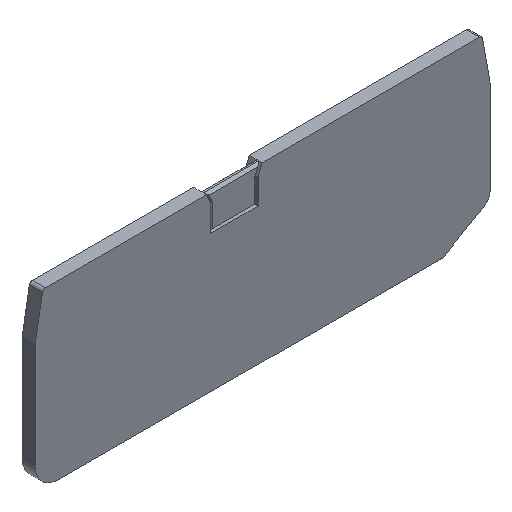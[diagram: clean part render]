
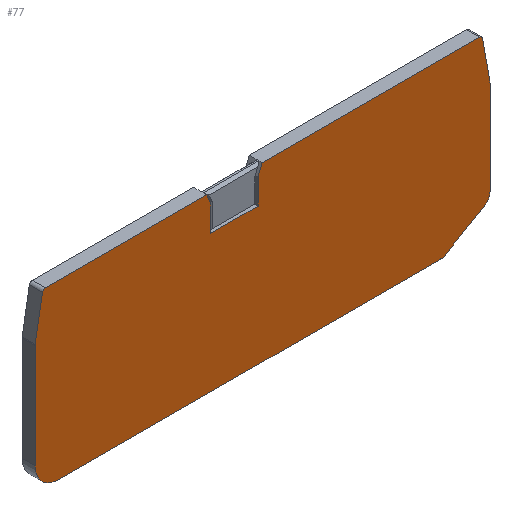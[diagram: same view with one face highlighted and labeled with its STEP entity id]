
A CAD part, isometric view. The second image highlights one B-rep face of the part: STEP entity #77.
In plain terms, the highlighted planar face has unit normal (0, -1, 0).
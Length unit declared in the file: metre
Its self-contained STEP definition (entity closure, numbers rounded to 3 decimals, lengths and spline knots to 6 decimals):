
#77 = ADVANCED_FACE( '', ( #126 ), #127, .F. );
#126 = FACE_OUTER_BOUND( '', #224, .T. );
#127 = PLANE( '', #225 );
#224 = EDGE_LOOP( '', ( #331, #332, #333, #334, #335, #336, #337, #338, #339, #340, #341, #342, #343, #344, #345, #346, #347, #348, #349, #350 ) );
#225 = AXIS2_PLACEMENT_3D( '', #351, #352, #353 );
#331 = ORIENTED_EDGE( '', *, *, #679, .F. );
#332 = ORIENTED_EDGE( '', *, *, #680, .F. );
#333 = ORIENTED_EDGE( '', *, *, #681, .F. );
#334 = ORIENTED_EDGE( '', *, *, #682, .F. );
#335 = ORIENTED_EDGE( '', *, *, #683, .F. );
#336 = ORIENTED_EDGE( '', *, *, #684, .F. );
#337 = ORIENTED_EDGE( '', *, *, #685, .F. );
#338 = ORIENTED_EDGE( '', *, *, #686, .F. );
#339 = ORIENTED_EDGE( '', *, *, #687, .F. );
#340 = ORIENTED_EDGE( '', *, *, #688, .F. );
#341 = ORIENTED_EDGE( '', *, *, #689, .F. );
#342 = ORIENTED_EDGE( '', *, *, #690, .F. );
#343 = ORIENTED_EDGE( '', *, *, #691, .F. );
#344 = ORIENTED_EDGE( '', *, *, #692, .F. );
#345 = ORIENTED_EDGE( '', *, *, #693, .F. );
#346 = ORIENTED_EDGE( '', *, *, #694, .F. );
#347 = ORIENTED_EDGE( '', *, *, #695, .F. );
#348 = ORIENTED_EDGE( '', *, *, #696, .F. );
#349 = ORIENTED_EDGE( '', *, *, #697, .F. );
#350 = ORIENTED_EDGE( '', *, *, #698, .F. );
#351 = CARTESIAN_POINT( '', ( -0.036704, -0.0022, 0.0187 ) );
#352 = DIRECTION( '', ( 0., 1., 0. ) );
#353 = DIRECTION( '', ( 1., 0., 0. ) );
#679 = EDGE_CURVE( '', #794, #795, #796, .T. );
#680 = EDGE_CURVE( '', #797, #794, #798, .T. );
#681 = EDGE_CURVE( '', #799, #797, #800, .T. );
#682 = EDGE_CURVE( '', #801, #799, #802, .T. );
#683 = EDGE_CURVE( '', #803, #801, #804, .T. );
#684 = EDGE_CURVE( '', #805, #803, #806, .T. );
#685 = EDGE_CURVE( '', #807, #805, #808, .T. );
#686 = EDGE_CURVE( '', #809, #807, #810, .T. );
#687 = EDGE_CURVE( '', #811, #809, #812, .T. );
#688 = EDGE_CURVE( '', #813, #811, #814, .T. );
#689 = EDGE_CURVE( '', #815, #813, #816, .T. );
#690 = EDGE_CURVE( '', #817, #815, #818, .T. );
#691 = EDGE_CURVE( '', #819, #817, #820, .T. );
#692 = EDGE_CURVE( '', #821, #819, #822, .T. );
#693 = EDGE_CURVE( '', #823, #821, #824, .T. );
#694 = EDGE_CURVE( '', #825, #823, #826, .T. );
#695 = EDGE_CURVE( '', #827, #825, #828, .T. );
#696 = EDGE_CURVE( '', #829, #827, #830, .T. );
#697 = EDGE_CURVE( '', #831, #829, #832, .T. );
#698 = EDGE_CURVE( '', #795, #831, #833, .T. );
#794 = VERTEX_POINT( '', #978 );
#795 = VERTEX_POINT( '', #979 );
#796 = LINE( '', #980, #981 );
#797 = VERTEX_POINT( '', #982 );
#798 = LINE( '', #983, #984 );
#799 = VERTEX_POINT( '', #985 );
#800 = LINE( '', #986, #987 );
#801 = VERTEX_POINT( '', #988 );
#802 = LINE( '', #989, #990 );
#803 = VERTEX_POINT( '', #991 );
#804 = LINE( '', #992, #993 );
#805 = VERTEX_POINT( '', #994 );
#806 = LINE( '', #995, #996 );
#807 = VERTEX_POINT( '', #997 );
#808 = CIRCLE( '', #998, 0.0005 );
#809 = VERTEX_POINT( '', #999 );
#810 = LINE( '', #1000, #1001 );
#811 = VERTEX_POINT( '', #1002 );
#812 = CIRCLE( '', #1003, 0.001 );
#813 = VERTEX_POINT( '', #1004 );
#814 = LINE( '', #1005, #1006 );
#815 = VERTEX_POINT( '', #1007 );
#816 = CIRCLE( '', #1008, 0.004 );
#817 = VERTEX_POINT( '', #1009 );
#818 = LINE( '', #1010, #1011 );
#819 = VERTEX_POINT( '', #1012 );
#820 = CIRCLE( '', #1013, 0.001 );
#821 = VERTEX_POINT( '', #1014 );
#822 = LINE( '', #1015, #1016 );
#823 = VERTEX_POINT( '', #1017 );
#824 = CIRCLE( '', #1018, 0.002 );
#825 = VERTEX_POINT( '', #1019 );
#826 = LINE( '', #1020, #1021 );
#827 = VERTEX_POINT( '', #1022 );
#828 = CIRCLE( '', #1023, 0.001 );
#829 = VERTEX_POINT( '', #1024 );
#830 = LINE( '', #1025, #1026 );
#831 = VERTEX_POINT( '', #1027 );
#832 = CIRCLE( '', #1028, 0.0005 );
#833 = LINE( '', #1029, #1030 );
#978 = CARTESIAN_POINT( '', ( -0.00075, -0.0022, 0.0175 ) );
#979 = CARTESIAN_POINT( '', ( -0.000046, -0.0022, 0.0192 ) );
#980 = CARTESIAN_POINT( '', ( -0.005591, -0.0022, 0.005813 ) );
#981 = VECTOR( '', #1233, 1. );
#982 = CARTESIAN_POINT( '', ( -0.00075, -0.0022, 0.0132 ) );
#983 = CARTESIAN_POINT( '', ( -0.00075, -0.0022, 0.0187 ) );
#984 = VECTOR( '', #1234, 1. );
#985 = CARTESIAN_POINT( '', ( -0.00875, -0.0022, 0.0132 ) );
#986 = CARTESIAN_POINT( '', ( -0.036704, -0.0022, 0.0132 ) );
#987 = VECTOR( '', #1235, 1. );
#988 = CARTESIAN_POINT( '', ( -0.00875, -0.0022, 0.0175 ) );
#989 = CARTESIAN_POINT( '', ( -0.00875, -0.0022, 0.0187 ) );
#990 = VECTOR( '', #1236, 1. );
#991 = CARTESIAN_POINT( '', ( -0.009454, -0.0022, 0.0192 ) );
#992 = CARTESIAN_POINT( '', ( -0.013268, -0.0022, 0.028407 ) );
#993 = VECTOR( '', #1237, 1. );
#994 = CARTESIAN_POINT( '', ( -0.036704, -0.0022, 0.0192 ) );
#995 = CARTESIAN_POINT( '', ( 0.036704, -0.0022, 0.0192 ) );
#996 = VECTOR( '', #1238, 1. );
#997 = CARTESIAN_POINT( '', ( -0.037196, -0.0022, 0.018787 ) );
#998 = AXIS2_PLACEMENT_3D( '', #1239, #1240, #1241 );
#999 = CARTESIAN_POINT( '', ( -0.038435, -0.0022, 0.011762 ) );
#1000 = CARTESIAN_POINT( '', ( -0.037196, -0.0022, 0.018787 ) );
#1001 = VECTOR( '', #1242, 1. );
#1002 = CARTESIAN_POINT( '', ( -0.03845, -0.0022, 0.011588 ) );
#1003 = AXIS2_PLACEMENT_3D( '', #1243, #1244, #1245 );
#1004 = CARTESIAN_POINT( '', ( -0.03845, -0.0022, -0.006 ) );
#1005 = CARTESIAN_POINT( '', ( -0.03845, -0.0022, 0.011588 ) );
#1006 = VECTOR( '', #1246, 1. );
#1007 = CARTESIAN_POINT( '', ( -0.03445, -0.0022, -0.01 ) );
#1008 = AXIS2_PLACEMENT_3D( '', #1247, #1248, #1249 );
#1009 = CARTESIAN_POINT( '', ( 0.030211, -0.0022, -0.01 ) );
#1010 = CARTESIAN_POINT( '', ( -0.03445, -0.0022, -0.01 ) );
#1011 = VECTOR( '', #1250, 1. );
#1012 = CARTESIAN_POINT( '', ( 0.030711, -0.0022, -0.009866 ) );
#1013 = AXIS2_PLACEMENT_3D( '', #1251, #1252, #1253 );
#1014 = CARTESIAN_POINT( '', ( 0.03745, -0.0022, -0.005975 ) );
#1015 = CARTESIAN_POINT( '', ( 0.03745, -0.0022, -0.005975 ) );
#1016 = VECTOR( '', #1254, 1. );
#1017 = CARTESIAN_POINT( '', ( 0.03845, -0.0022, -0.004243 ) );
#1018 = AXIS2_PLACEMENT_3D( '', #1255, #1256, #1257 );
#1019 = CARTESIAN_POINT( '', ( 0.03845, -0.0022, 0.011588 ) );
#1020 = CARTESIAN_POINT( '', ( 0.03845, -0.0022, -0.004243 ) );
#1021 = VECTOR( '', #1258, 1. );
#1022 = CARTESIAN_POINT( '', ( 0.038435, -0.0022, 0.011762 ) );
#1023 = AXIS2_PLACEMENT_3D( '', #1259, #1260, #1261 );
#1024 = CARTESIAN_POINT( '', ( 0.037196, -0.0022, 0.018787 ) );
#1025 = CARTESIAN_POINT( '', ( 0.037196, -0.0022, 0.018787 ) );
#1026 = VECTOR( '', #1262, 1. );
#1027 = CARTESIAN_POINT( '', ( 0.036704, -0.0022, 0.0192 ) );
#1028 = AXIS2_PLACEMENT_3D( '', #1263, #1264, #1265 );
#1029 = CARTESIAN_POINT( '', ( 0.036704, -0.0022, 0.0192 ) );
#1030 = VECTOR( '', #1266, 1. );
#1233 = DIRECTION( '', ( 0.383, 0., 0.924 ) );
#1234 = DIRECTION( '', ( 0., 0., 1. ) );
#1235 = DIRECTION( '', ( 1., 0., 0. ) );
#1236 = DIRECTION( '', ( 0., 0., -1. ) );
#1237 = DIRECTION( '', ( 0.383, 0., -0.924 ) );
#1238 = DIRECTION( '', ( 1., 0., 0. ) );
#1239 = CARTESIAN_POINT( '', ( -0.036704, -0.0022, 0.0187 ) );
#1240 = DIRECTION( '', ( 0., 1., 0. ) );
#1241 = DIRECTION( '', ( 1., 0., 0. ) );
#1242 = DIRECTION( '', ( 0.174, 0., 0.985 ) );
#1243 = CARTESIAN_POINT( '', ( -0.03745, -0.0022, 0.011588 ) );
#1244 = DIRECTION( '', ( 0., 1., 0. ) );
#1245 = DIRECTION( '', ( 1., 0., 0. ) );
#1246 = DIRECTION( '', ( 0., 0., 1. ) );
#1247 = CARTESIAN_POINT( '', ( -0.03445, -0.0022, -0.006 ) );
#1248 = DIRECTION( '', ( 0., 1., 0. ) );
#1249 = DIRECTION( '', ( 1., 0., 0. ) );
#1250 = DIRECTION( '', ( -1., 0., 0. ) );
#1251 = CARTESIAN_POINT( '', ( 0.030211, -0.0022, -0.009 ) );
#1252 = DIRECTION( '', ( 0., 1., 0. ) );
#1253 = DIRECTION( '', ( 1., 0., 0. ) );
#1254 = DIRECTION( '', ( -0.866, 0., -0.5 ) );
#1255 = CARTESIAN_POINT( '', ( 0.03645, -0.0022, -0.004243 ) );
#1256 = DIRECTION( '', ( 0., 1., 0. ) );
#1257 = DIRECTION( '', ( -1., 0., 0. ) );
#1258 = DIRECTION( '', ( 0., 0., -1. ) );
#1259 = CARTESIAN_POINT( '', ( 0.03745, -0.0022, 0.011588 ) );
#1260 = DIRECTION( '', ( 0., 1., 0. ) );
#1261 = DIRECTION( '', ( -1., 0., 0. ) );
#1262 = DIRECTION( '', ( 0.174, 0., -0.985 ) );
#1263 = CARTESIAN_POINT( '', ( 0.036704, -0.0022, 0.0187 ) );
#1264 = DIRECTION( '', ( 0., 1., 0. ) );
#1265 = DIRECTION( '', ( 1., 0., 0. ) );
#1266 = DIRECTION( '', ( 1., 0., 0. ) );
